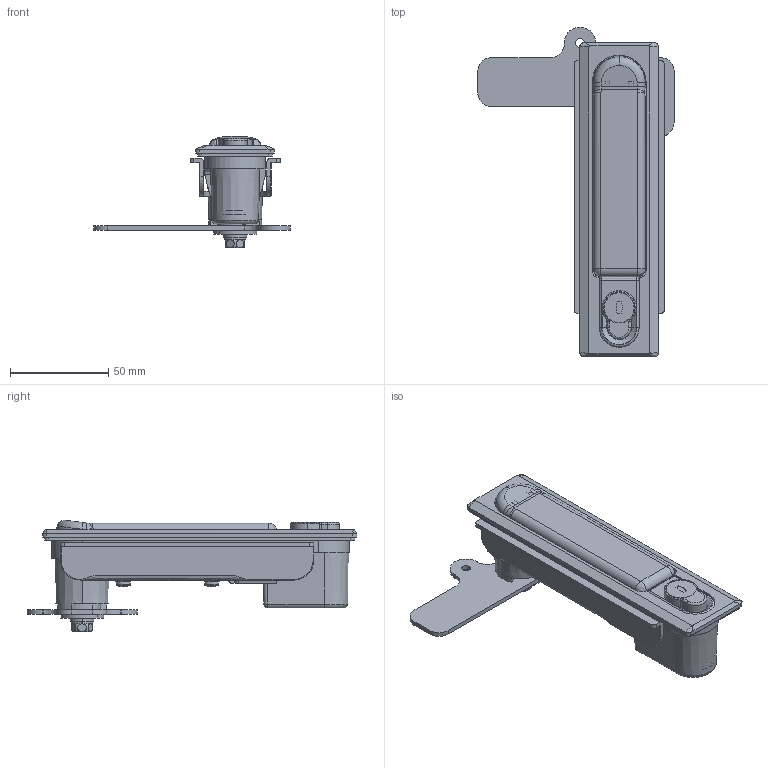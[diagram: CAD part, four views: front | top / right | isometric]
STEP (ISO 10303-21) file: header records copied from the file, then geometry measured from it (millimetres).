
FILE_DESCRIPTION (( 'STEP AP203' ), '1' );
FILE_NAME ('A-490-2.STEP', '2021-11-08T07:39:43', ( '' ), ( '' ), 'SwSTEP 2.0', 'SolidWorks 2018', '' );
FILE_SCHEMA (( 'CONFIG_CONTROL_DESIGN' ));
Length unit declared in the file: millimetre
Products named in the file (17): A-490-2パッキン_; A-490-2止め板_; A-490-2回転軸_; A-490-2本体_; 廫帤寠晅側傋偹偠M4_M4亊5; A-490-2ハンドル_; A-490-2儘乕僞乕働乕僗_岞; スプリングワッシャーM6_JIS B 1251 No.2 6; 廫帤寠晅偒榋妏儃儖僩M6_M6亊12; 仩10僗儁乕僒乕_冇22亊仩10亊t2.0; A-490-2; A-490-2ƒnƒ“ƒhƒ‹ƒVƒƒƒtƒg_; A-490-2ストッパー_; AC-25-E-1,-2_AC-25-E-2; 暯儚僢僔儍乕M6暲娵_M6-冇12亊冇6.4亊t1.6; スプリングワッシャーM4_JIS B 1251 No.2 5; A-490-2押ボタン_公_R0220
Assembly tree (18 placements, depth 2):
  A-490-2
    A-490-2本体_
    A-490-2パッキン_
    A-490-2止め板_
    A-490-2ハンドル_
    A-490-2回転軸_
    A-490-2ƒnƒ“ƒhƒ‹ƒVƒƒƒtƒg_
    A-490-2ストッパー_
    スプリングワッシャーM4_JIS B 1251 No.2 5  x2
    廫帤寠晅側傋偹偠M4_M4亊5  x2
    A-490-2儘乕僞乕働乕僗_岞
    A-490-2押ボタン_公_R0220
    AC-25-E-1,-2_AC-25-E-2
    仩10僗儁乕僒乕_冇22亊仩10亊t2.0
    暯儚僢僔儍乕M6暲娵_M6-冇12亊冇6.4亊t1.6
    スプリングワッシャーM6_JIS B 1251 No.2 6
    廫帤寠晅偒榋妏儃儖僩M6_M6亊12
Bounding box: 100 x 168 x 56.68 mm (x, y, z)
Volume: 123359.4 mm3; surface area: 86459.1 mm2
Topology: 18 solids, 18 shells, 592 faces, 1503 edges, 956 vertices
Faces by surface type: plane 313, cylinder 197, torus 27, bspline 22, cone 19, sphere 14
Entity records: 20464 total; most frequent: CARTESIAN_POINT 5083, ORIENTED_EDGE 2850, DIRECTION 2836, EDGE_CURVE 1425, AXIS2_PLACEMENT_3D 1034, VERTEX_POINT 910, VECTOR 768, LINE 768
